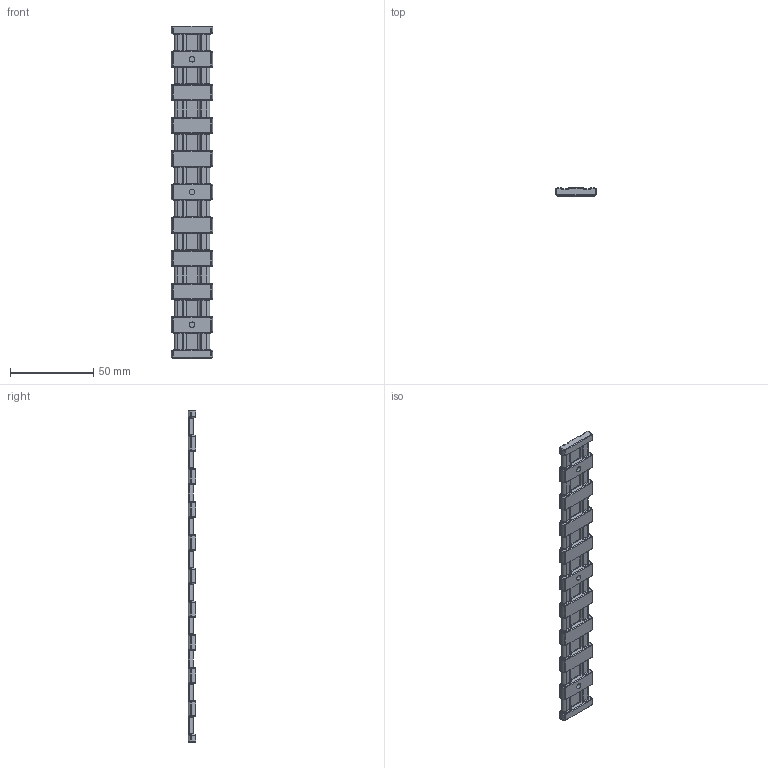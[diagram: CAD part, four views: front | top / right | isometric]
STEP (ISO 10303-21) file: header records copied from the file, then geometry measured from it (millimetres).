
FILE_DESCRIPTION(/* description */ (''),/* implementation_level */ '2;1');
FILE_NAME(/* name */ '200x25mm-Cable-Channel-frame.step',/* time_stamp */ '2024-07-30T21:05:46+03:00',/* author */ (''),/* organization */ (''),/* preprocessor_version */ 'ST-DEVELOPER v20',/* originating_system */ 'Autodesk Translation Framework v13.14.0.145',/* authorisation */ '');
FILE_SCHEMA (('AUTOMOTIVE_DESIGN { 1 0 10303 214 3 1 1 }'));
Length unit declared in the file: millimetre
Products named in the file (1): (Unsaved)
Bounding box: 25 x 4.7 x 200 mm (x, y, z)
Volume: 15012 mm3; surface area: 11962.7 mm2
Topology: 1 solids, 1 shells, 1007 faces, 2339 edges, 1340 vertices
Faces by surface type: cylinder 354, plane 258, bspline 180, torus 172, cone 43
Full cylindrical faces by diameter (mm): 3.4 x3, 7 x3
Entity records: 38582 total; most frequent: CARTESIAN_POINT 14993, DIRECTION 4887, ORIENTED_EDGE 4678, EDGE_CURVE 2339, AXIS2_PLACEMENT_3D 1890, VERTEX_POINT 1340, LINE 1107, VECTOR 1107
